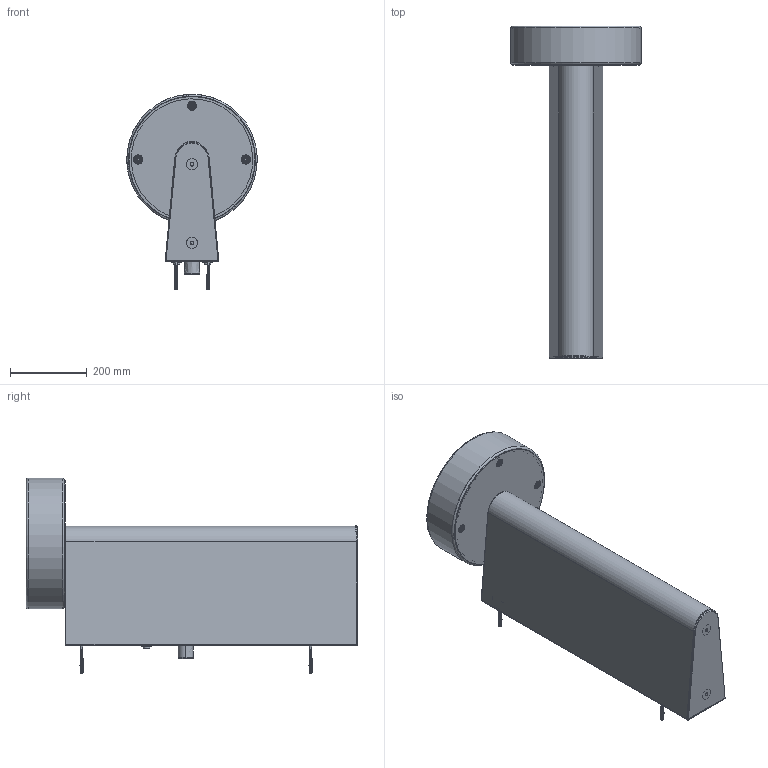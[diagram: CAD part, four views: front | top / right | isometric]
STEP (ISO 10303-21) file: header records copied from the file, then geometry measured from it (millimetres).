
FILE_DESCRIPTION((' '),'2;1');
FILE_NAME( '19396ce221e16ac3.stp', '2024-12-05T13:31:52', (' '), ('--- Datakit www.datakit.com---'), ' Datakit CrossCadWare V2022.3 Jun 15 2022', 'DATAKIT 2024 (c)', ' ');
FILE_SCHEMA(('CONFIG_CONTROL_DESIGN'));
Length unit declared in the file: millimetre
Products named in the file (1): 19396c6df74cc4c3
Bounding box: 339.57 x 863.06 x 508.53 mm (x, y, z)
Volume: 3232879.6 mm3; surface area: 2360897.1 mm2
Topology: 44 solids, 46 shells, 4044 faces, 11445 edges, 7630 vertices
Faces by surface type: bspline 2934, plane 621, cylinder 299, cone 78, torus 52, revolution 40, extrusion 16, offset 2, sphere 2
Full cylindrical faces by diameter (mm): 4.2 x2, 4.9 x12, 5 x4, 5.2 x3, 5.5 x4, 5.6 x4, 6 x5, 6.2 x4, 6.5 x3, 7 x4, 8 x4, 8.5 x2, 9.43 x2, 10 x2, 10.2 x2, 14.5 x3, 18 x4, 30 x2, 35.1 x1, 36 x2, 38.5 x1, 38.9 x2, 38.95 x1, 39.56 x1, 41.9 x1, 41.91 x2, 43.4 x1, 43.8 x1, 45 x3, 46 x1
Entity records: 168670 total; most frequent: CARTESIAN_POINT 80924, ORIENTED_EDGE 22269, EDGE_CURVE 11138, DIRECTION 10828, VERTEX_POINT 7567, VECTOR 5392, LINE 5376, EDGE_LOOP 4541
